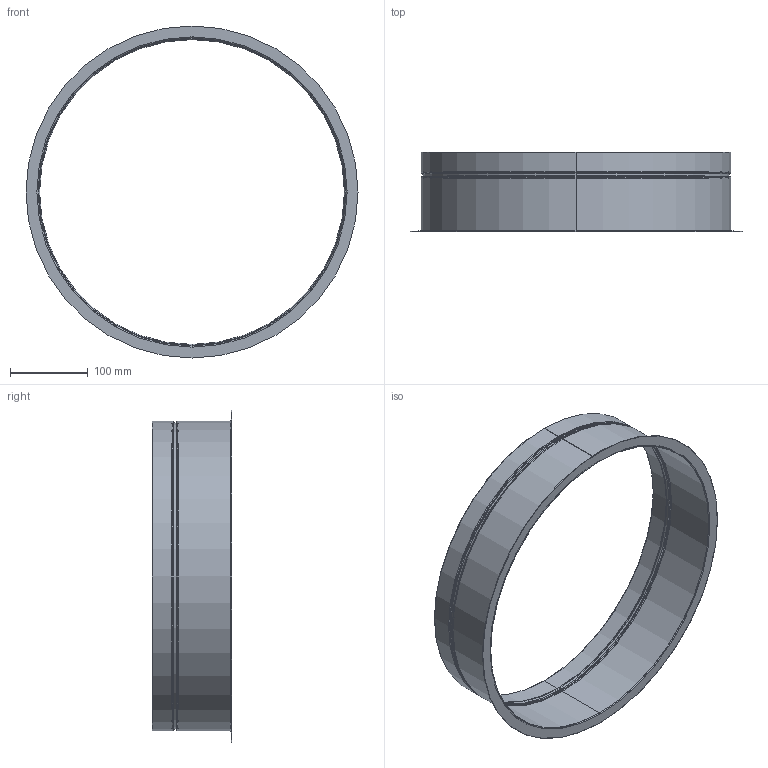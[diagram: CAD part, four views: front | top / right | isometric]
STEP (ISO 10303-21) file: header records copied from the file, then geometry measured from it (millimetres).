
FILE_DESCRIPTION (( 'STEP AP203' ), '1' );
FILE_NAME ('X M4516H-ROUND CONNECTION.STEP', '2024-07-03T13:13:46', ( '' ), ( '' ), 'SwSTEP 2.0', 'SolidWorks 2023', '' );
FILE_SCHEMA (( 'CONFIG_CONTROL_DESIGN' ));
Length unit declared in the file: millimetre
Products named in the file (1): X M4516H-ROUND CONNECTION
Bounding box: 428.4 x 102.5 x 428.4 mm (x, y, z)
Volume: 122533.6 mm3; surface area: 303054.4 mm2
Topology: 1 solids, 1 shells, 41 faces, 82 edges, 48 vertices
Faces by surface type: torus 20, cylinder 14, plane 7
Entity records: 1165 total; most frequent: DIRECTION 234, CARTESIAN_POINT 172, ORIENTED_EDGE 164, AXIS2_PLACEMENT_3D 110, EDGE_CURVE 82, CIRCLE 68, EDGE_LOOP 48, VERTEX_POINT 48
